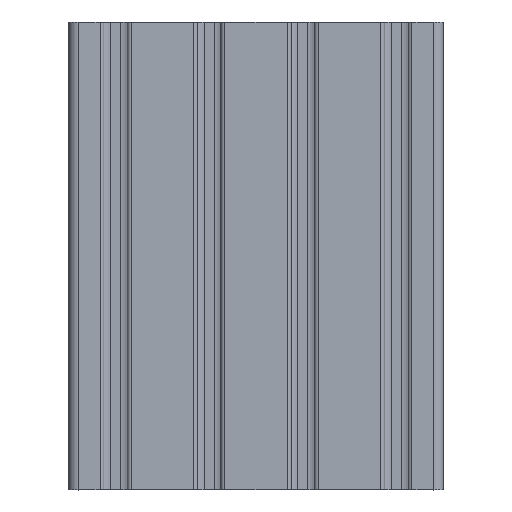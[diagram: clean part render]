
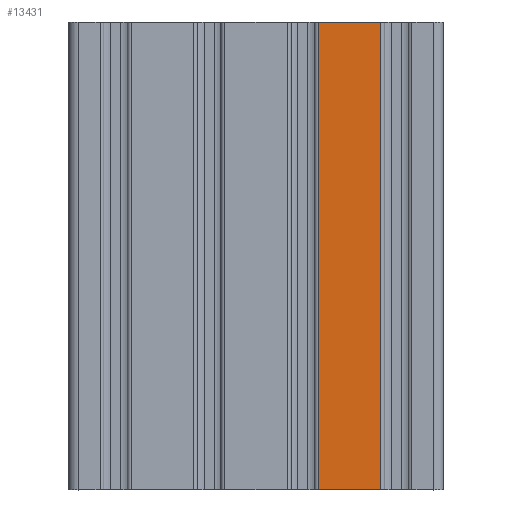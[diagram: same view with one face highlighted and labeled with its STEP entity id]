
A CAD part, top view. The second image highlights one B-rep face of the part: STEP entity #13431.
In plain terms, the highlighted planar face has unit normal (0, 0, 1).
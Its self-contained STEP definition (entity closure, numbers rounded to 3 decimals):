
#73 = PLANE('',#74);
#74 = AXIS2_PLACEMENT_3D('',#75,#76,#77);
#75 = CARTESIAN_POINT('',(-40.,-50.,-10.));
#76 = DIRECTION('',(0.,-1.,0.));
#77 = DIRECTION('',(0.,0.,-1.));
#128 = PLANE('',#129);
#129 = AXIS2_PLACEMENT_3D('',#130,#131,#132);
#130 = CARTESIAN_POINT('',(-40.,50.,-10.));
#131 = DIRECTION('',(0.,-1.,0.));
#132 = DIRECTION('',(0.,0.,-1.));
#2050 = VERTEX_POINT('',#2051);
#2051 = CARTESIAN_POINT('',(26.7,-50.,10.));
#2066 = CYLINDRICAL_SURFACE('',#2067,0.8);
#2067 = AXIS2_PLACEMENT_3D('',#2068,#2069,#2070);
#2068 = CARTESIAN_POINT('',(26.7,79.773,9.2));
#2069 = DIRECTION('',(-0.,1.,-0.));
#2070 = DIRECTION('',(0.,0.,-1.));
#2078 = EDGE_CURVE('',#2050,#2079,#2081,.T.);
#2079 = VERTEX_POINT('',#2080);
#2080 = CARTESIAN_POINT('',(13.3,-50.,10.));
#2081 = SURFACE_CURVE('',#2082,(#2086,#2093),.PCURVE_S1.);
#2082 = LINE('',#2083,#2084);
#2083 = CARTESIAN_POINT('',(40.,-50.,10.));
#2084 = VECTOR('',#2085,1.);
#2085 = DIRECTION('',(-1.,0.,0.));
#2086 = PCURVE('',#73,#2087);
#2087 = DEFINITIONAL_REPRESENTATION('',(#2088),#2092);
#2088 = LINE('',#2089,#2090);
#2089 = CARTESIAN_POINT('',(-20.,80.));
#2090 = VECTOR('',#2091,1.);
#2091 = DIRECTION('',(0.,-1.));
#2092 = ( GEOMETRIC_REPRESENTATION_CONTEXT(2) 
PARAMETRIC_REPRESENTATION_CONTEXT() REPRESENTATION_CONTEXT('2D SPACE',''
  ) );
#2093 = PCURVE('',#2094,#2099);
#2094 = PLANE('',#2095);
#2095 = AXIS2_PLACEMENT_3D('',#2096,#2097,#2098);
#2096 = CARTESIAN_POINT('',(40.,-50.,10.));
#2097 = DIRECTION('',(0.,0.,-1.));
#2098 = DIRECTION('',(-1.,0.,0.));
#2099 = DEFINITIONAL_REPRESENTATION('',(#2100),#2104);
#2100 = LINE('',#2101,#2102);
#2101 = CARTESIAN_POINT('',(0.,0.));
#2102 = VECTOR('',#2103,1.);
#2103 = DIRECTION('',(1.,0.));
#2104 = ( GEOMETRIC_REPRESENTATION_CONTEXT(2) 
PARAMETRIC_REPRESENTATION_CONTEXT() REPRESENTATION_CONTEXT('2D SPACE',''
  ) );
#2123 = CYLINDRICAL_SURFACE('',#2124,0.8);
#2124 = AXIS2_PLACEMENT_3D('',#2125,#2126,#2127);
#2125 = CARTESIAN_POINT('',(13.3,79.773,9.2));
#2126 = DIRECTION('',(-0.,1.,-0.));
#2127 = DIRECTION('',(0.,0.,-1.));
#10909 = VERTEX_POINT('',#10910);
#10910 = CARTESIAN_POINT('',(13.3,50.,10.));
#10932 = EDGE_CURVE('',#10933,#10909,#10935,.T.);
#10933 = VERTEX_POINT('',#10934);
#10934 = CARTESIAN_POINT('',(26.7,50.,10.));
#10935 = SURFACE_CURVE('',#10936,(#10940,#10947),.PCURVE_S1.);
#10936 = LINE('',#10937,#10938);
#10937 = CARTESIAN_POINT('',(40.,50.,10.));
#10938 = VECTOR('',#10939,1.);
#10939 = DIRECTION('',(-1.,0.,0.));
#10940 = PCURVE('',#128,#10941);
#10941 = DEFINITIONAL_REPRESENTATION('',(#10942),#10946);
#10942 = LINE('',#10943,#10944);
#10943 = CARTESIAN_POINT('',(-20.,80.));
#10944 = VECTOR('',#10945,1.);
#10945 = DIRECTION('',(0.,-1.));
#10946 = ( GEOMETRIC_REPRESENTATION_CONTEXT(2) 
PARAMETRIC_REPRESENTATION_CONTEXT() REPRESENTATION_CONTEXT('2D SPACE',''
  ) );
#10947 = PCURVE('',#2094,#10948);
#10948 = DEFINITIONAL_REPRESENTATION('',(#10949),#10953);
#10949 = LINE('',#10950,#10951);
#10950 = CARTESIAN_POINT('',(0.,100.));
#10951 = VECTOR('',#10952,1.);
#10952 = DIRECTION('',(1.,0.));
#10953 = ( GEOMETRIC_REPRESENTATION_CONTEXT(2) 
PARAMETRIC_REPRESENTATION_CONTEXT() REPRESENTATION_CONTEXT('2D SPACE',''
  ) );
#13431 = ADVANCED_FACE('',(#13432),#2094,.F.);
#13432 = FACE_BOUND('',#13433,.T.);
#13433 = EDGE_LOOP('',(#13434,#13435,#13456,#13457));
#13434 = ORIENTED_EDGE('',*,*,#10932,.T.);
#13435 = ORIENTED_EDGE('',*,*,#13436,.T.);
#13436 = EDGE_CURVE('',#10909,#2079,#13437,.T.);
#13437 = SURFACE_CURVE('',#13438,(#13442,#13449),.PCURVE_S1.);
#13438 = LINE('',#13439,#13440);
#13439 = CARTESIAN_POINT('',(13.3,79.773,10.));
#13440 = VECTOR('',#13441,1.);
#13441 = DIRECTION('',(0.,-1.,0.));
#13442 = PCURVE('',#2094,#13443);
#13443 = DEFINITIONAL_REPRESENTATION('',(#13444),#13448);
#13444 = LINE('',#13445,#13446);
#13445 = CARTESIAN_POINT('',(26.7,129.773));
#13446 = VECTOR('',#13447,1.);
#13447 = DIRECTION('',(-0.,-1.));
#13448 = ( GEOMETRIC_REPRESENTATION_CONTEXT(2) 
PARAMETRIC_REPRESENTATION_CONTEXT() REPRESENTATION_CONTEXT('2D SPACE',''
  ) );
#13449 = PCURVE('',#2123,#13450);
#13450 = DEFINITIONAL_REPRESENTATION('',(#13451),#13455);
#13451 = LINE('',#13452,#13453);
#13452 = CARTESIAN_POINT('',(3.142,0.));
#13453 = VECTOR('',#13454,1.);
#13454 = DIRECTION('',(0.,-1.));
#13455 = ( GEOMETRIC_REPRESENTATION_CONTEXT(2) 
PARAMETRIC_REPRESENTATION_CONTEXT() REPRESENTATION_CONTEXT('2D SPACE',''
  ) );
#13456 = ORIENTED_EDGE('',*,*,#2078,.F.);
#13457 = ORIENTED_EDGE('',*,*,#13458,.F.);
#13458 = EDGE_CURVE('',#10933,#2050,#13459,.T.);
#13459 = SURFACE_CURVE('',#13460,(#13464,#13471),.PCURVE_S1.);
#13460 = LINE('',#13461,#13462);
#13461 = CARTESIAN_POINT('',(26.7,79.773,10.));
#13462 = VECTOR('',#13463,1.);
#13463 = DIRECTION('',(0.,-1.,0.));
#13464 = PCURVE('',#2094,#13465);
#13465 = DEFINITIONAL_REPRESENTATION('',(#13466),#13470);
#13466 = LINE('',#13467,#13468);
#13467 = CARTESIAN_POINT('',(13.3,129.773));
#13468 = VECTOR('',#13469,1.);
#13469 = DIRECTION('',(-0.,-1.));
#13470 = ( GEOMETRIC_REPRESENTATION_CONTEXT(2) 
PARAMETRIC_REPRESENTATION_CONTEXT() REPRESENTATION_CONTEXT('2D SPACE',''
  ) );
#13471 = PCURVE('',#2066,#13472);
#13472 = DEFINITIONAL_REPRESENTATION('',(#13473),#13477);
#13473 = LINE('',#13474,#13475);
#13474 = CARTESIAN_POINT('',(3.142,0.));
#13475 = VECTOR('',#13476,1.);
#13476 = DIRECTION('',(0.,-1.));
#13477 = ( GEOMETRIC_REPRESENTATION_CONTEXT(2) 
PARAMETRIC_REPRESENTATION_CONTEXT() REPRESENTATION_CONTEXT('2D SPACE',''
  ) );
